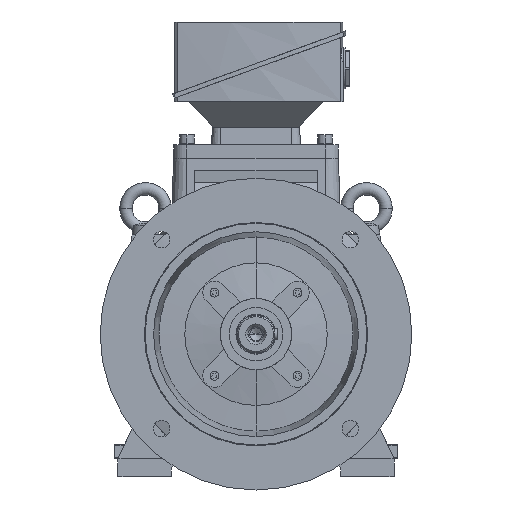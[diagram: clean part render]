
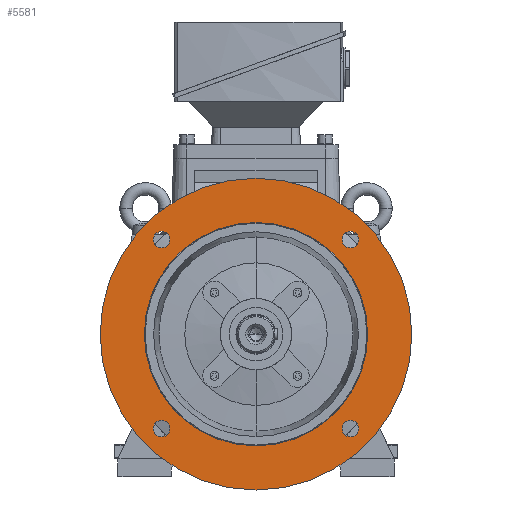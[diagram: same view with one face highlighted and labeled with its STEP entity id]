
A CAD part, left-side view. The second image highlights one B-rep face of the part: STEP entity #5581.
In plain terms, the highlighted planar face has unit normal (-1, 0, 0).
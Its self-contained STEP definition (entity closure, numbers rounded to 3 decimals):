
#5581=ADVANCED_FACE('',(#11609,#11610,#11611,#11612,#11613,#11614),#11615,.T.);
#11609=FACE_BOUND('',#18108,.T.);
#11610=FACE_BOUND('',#18109,.T.);
#11611=FACE_BOUND('',#18110,.T.);
#11612=FACE_BOUND('',#18111,.T.);
#11613=FACE_OUTER_BOUND('',#18112,.T.);
#11614=FACE_BOUND('',#18113,.T.);
#11615=PLANE('',#18114);
#18108=EDGE_LOOP('',(#33057,#33058));
#18109=EDGE_LOOP('',(#33059,#33060));
#18110=EDGE_LOOP('',(#33061,#33062));
#18111=EDGE_LOOP('',(#33063,#33064));
#18112=EDGE_LOOP('',(#33065,#33066));
#18113=EDGE_LOOP('',(#33067,#33068));
#18114=AXIS2_PLACEMENT_3D('',#33069,#33070,#33071);
#33057=ORIENTED_EDGE('',*,*,#44384,.T.);
#33058=ORIENTED_EDGE('',*,*,#44379,.T.);
#33059=ORIENTED_EDGE('',*,*,#44387,.T.);
#33060=ORIENTED_EDGE('',*,*,#44374,.T.);
#33061=ORIENTED_EDGE('',*,*,#44390,.T.);
#33062=ORIENTED_EDGE('',*,*,#44369,.T.);
#33063=ORIENTED_EDGE('',*,*,#44393,.T.);
#33064=ORIENTED_EDGE('',*,*,#44364,.T.);
#33065=ORIENTED_EDGE('',*,*,#44261,.F.);
#33066=ORIENTED_EDGE('',*,*,#44602,.F.);
#33067=ORIENTED_EDGE('',*,*,#44268,.T.);
#33068=ORIENTED_EDGE('',*,*,#44600,.T.);
#33069=CARTESIAN_POINT('',(-78.5,0.0,150.2));
#33070=DIRECTION('',(-1.0,-0.0,-0.0));
#33071=DIRECTION('',(0.0,0.0,-1.0));
#44261=EDGE_CURVE('',#54241,#54244,#54245,.T.);
#44268=EDGE_CURVE('',#54251,#54255,#54257,.T.);
#44364=EDGE_CURVE('',#54421,#54418,#54422,.T.);
#44369=EDGE_CURVE('',#54430,#54427,#54431,.T.);
#44374=EDGE_CURVE('',#54439,#54436,#54440,.T.);
#44379=EDGE_CURVE('',#54448,#54445,#54449,.T.);
#44384=EDGE_CURVE('',#54445,#54448,#54455,.T.);
#44387=EDGE_CURVE('',#54436,#54439,#54458,.T.);
#44390=EDGE_CURVE('',#54427,#54430,#54461,.T.);
#44393=EDGE_CURVE('',#54418,#54421,#54464,.T.);
#44600=EDGE_CURVE('',#54255,#54251,#54766,.T.);
#44602=EDGE_CURVE('',#54244,#54241,#54768,.T.);
#54241=VERTEX_POINT('',#68082);
#54244=VERTEX_POINT('',#68086);
#54245=CIRCLE('',#68087,175.0);
#54251=VERTEX_POINT('',#68094);
#54255=VERTEX_POINT('',#68098);
#54257=CIRCLE('',#68100,125.4);
#54418=VERTEX_POINT('',#68539);
#54421=VERTEX_POINT('',#68543);
#54422=CIRCLE('',#68544,9.25);
#54427=VERTEX_POINT('',#68550);
#54430=VERTEX_POINT('',#68554);
#54431=CIRCLE('',#68555,9.25);
#54436=VERTEX_POINT('',#68561);
#54439=VERTEX_POINT('',#68565);
#54440=CIRCLE('',#68566,9.25);
#54445=VERTEX_POINT('',#68572);
#54448=VERTEX_POINT('',#68576);
#54449=CIRCLE('',#68577,9.25);
#54455=CIRCLE('',#68584,9.25);
#54458=CIRCLE('',#68587,9.25);
#54461=CIRCLE('',#68590,9.25);
#54464=CIRCLE('',#68593,9.25);
#54766=CIRCLE('',#69410,125.4);
#54768=CIRCLE('',#69412,175.0);
#68082=CARTESIAN_POINT('',(-78.5,0.0,175.0));
#68086=CARTESIAN_POINT('',(-78.5,0.,-175.0));
#68087=AXIS2_PLACEMENT_3D('',#87711,#87712,#87713);
#68094=CARTESIAN_POINT('',(-78.5,0.0,125.4));
#68098=CARTESIAN_POINT('',(-78.5,0.,-125.4));
#68100=AXIS2_PLACEMENT_3D('',#87727,#87728,#87729);
#68539=CARTESIAN_POINT('',(-78.5,99.525,-112.607));
#68543=CARTESIAN_POINT('',(-78.5,112.607,-99.525));
#68544=AXIS2_PLACEMENT_3D('',#87849,#87850,#87851);
#68550=CARTESIAN_POINT('',(-78.5,-112.607,-99.525));
#68554=CARTESIAN_POINT('',(-78.5,-99.525,-112.607));
#68555=AXIS2_PLACEMENT_3D('',#87857,#87858,#87859);
#68561=CARTESIAN_POINT('',(-78.5,-99.525,112.607));
#68565=CARTESIAN_POINT('',(-78.5,-112.607,99.525));
#68566=AXIS2_PLACEMENT_3D('',#87865,#87866,#87867);
#68572=CARTESIAN_POINT('',(-78.5,112.607,99.525));
#68576=CARTESIAN_POINT('',(-78.5,99.525,112.607));
#68577=AXIS2_PLACEMENT_3D('',#87873,#87874,#87875);
#68584=AXIS2_PLACEMENT_3D('',#87883,#87884,#87885);
#68587=AXIS2_PLACEMENT_3D('',#87889,#87890,#87891);
#68590=AXIS2_PLACEMENT_3D('',#87895,#87896,#87897);
#68593=AXIS2_PLACEMENT_3D('',#87901,#87902,#87903);
#69410=AXIS2_PLACEMENT_3D('',#88097,#88098,#88099);
#69412=AXIS2_PLACEMENT_3D('',#88100,#88101,#88102);
#87711=CARTESIAN_POINT('',(-78.5,0.0,0.0));
#87712=DIRECTION('',(1.0,0.0,-0.0));
#87713=DIRECTION('',(0.0,0.0,1.0));
#87727=CARTESIAN_POINT('',(-78.5,0.0,0.0));
#87728=DIRECTION('',(1.0,0.0,-0.0));
#87729=DIRECTION('',(0.0,0.0,1.0));
#87849=CARTESIAN_POINT('',(-78.5,106.066,-106.066));
#87850=DIRECTION('',(1.0,0.0,0.0));
#87851=DIRECTION('',(0.0,-0.707,-0.707));
#87857=CARTESIAN_POINT('',(-78.5,-106.066,-106.066));
#87858=DIRECTION('',(1.0,0.0,0.0));
#87859=DIRECTION('',(0.0,-0.707,0.707));
#87865=CARTESIAN_POINT('',(-78.5,-106.066,106.066));
#87866=DIRECTION('',(1.0,0.0,-0.0));
#87867=DIRECTION('',(0.0,0.707,0.707));
#87873=CARTESIAN_POINT('',(-78.5,106.066,106.066));
#87874=DIRECTION('',(1.0,0.0,0.0));
#87875=DIRECTION('',(0.0,0.707,-0.707));
#87883=CARTESIAN_POINT('',(-78.5,106.066,106.066));
#87884=DIRECTION('',(1.0,0.0,0.0));
#87885=DIRECTION('',(0.0,0.707,-0.707));
#87889=CARTESIAN_POINT('',(-78.5,-106.066,106.066));
#87890=DIRECTION('',(1.0,0.0,-0.0));
#87891=DIRECTION('',(0.0,0.707,0.707));
#87895=CARTESIAN_POINT('',(-78.5,-106.066,-106.066));
#87896=DIRECTION('',(1.0,0.0,0.0));
#87897=DIRECTION('',(0.0,-0.707,0.707));
#87901=CARTESIAN_POINT('',(-78.5,106.066,-106.066));
#87902=DIRECTION('',(1.0,0.0,0.0));
#87903=DIRECTION('',(0.0,-0.707,-0.707));
#88097=CARTESIAN_POINT('',(-78.5,0.0,0.0));
#88098=DIRECTION('',(1.0,0.0,-0.0));
#88099=DIRECTION('',(0.0,0.0,1.0));
#88100=CARTESIAN_POINT('',(-78.5,0.0,0.0));
#88101=DIRECTION('',(1.0,0.0,-0.0));
#88102=DIRECTION('',(0.0,0.0,1.0));
